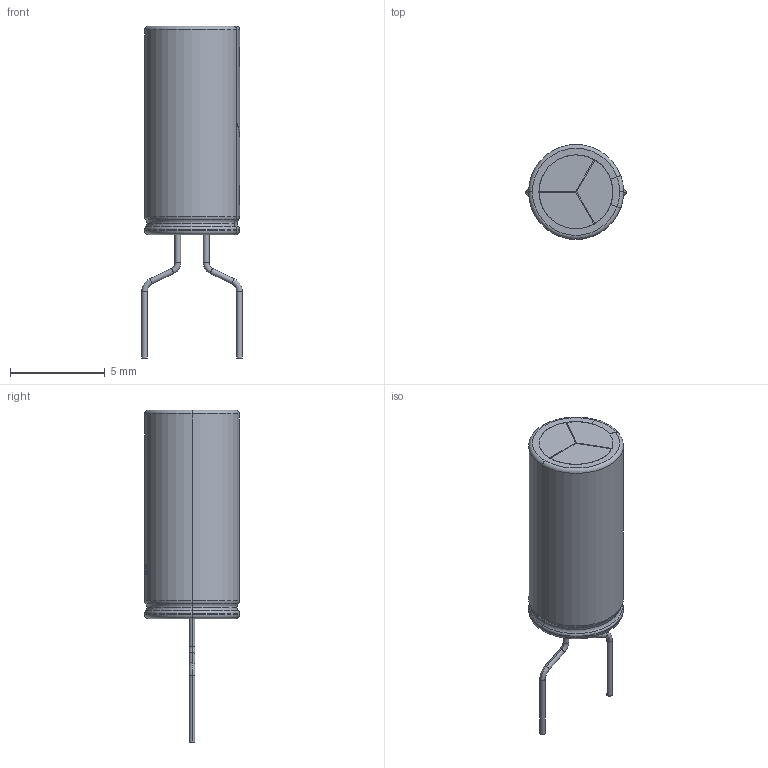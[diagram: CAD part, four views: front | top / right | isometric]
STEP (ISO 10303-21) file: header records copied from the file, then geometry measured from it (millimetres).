
FILE_DESCRIPTION (( 'STEP AP214' ), '1' );
FILE_NAME ('CAP-TH_BD5.0-H11.0-P5.0.step', '2022-07-01T07:21:37', ( '' ), ( '' ), 'SwSTEP 2.0', 'SolidWorks 2020', '' );
FILE_SCHEMA (( 'AUTOMOTIVE_DESIGN' ));
Length unit declared in the file: millimetre
Products named in the file (1): CAP-TH_BD5.0-H11.0-P5.0
Bounding box: 5.3 x 5 x 17.52 mm (x, y, z)
Volume: 216 mm3; surface area: 225.3 mm2
Topology: 1 solids, 1 shells, 313 faces, 835 edges, 546 vertices
Faces by surface type: plane 128, bspline 98, cylinder 55, torus 32
Entity records: 15125 total; most frequent: CARTESIAN_POINT 5076, ORIENTED_EDGE 1670, DIRECTION 975, EDGE_CURVE 835, VERTEX_POINT 546, AXIS2_PLACEMENT_3D 346, EDGE_LOOP 335, UNCERTAINTY_MEASURE_WITH_UNIT 316
